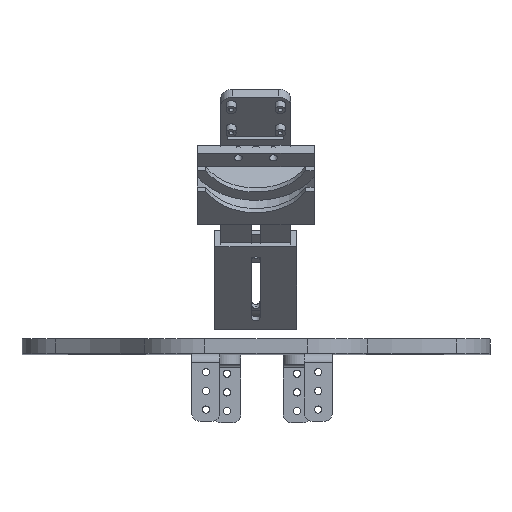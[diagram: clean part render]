
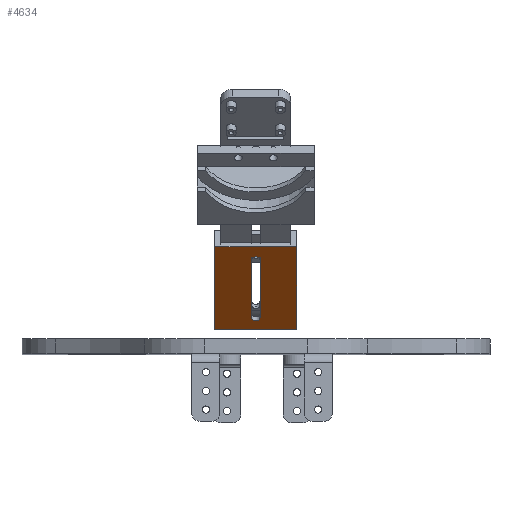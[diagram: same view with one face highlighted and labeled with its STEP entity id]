
A CAD part, top view. The second image highlights one B-rep face of the part: STEP entity #4634.
In plain terms, the highlighted face is planar.
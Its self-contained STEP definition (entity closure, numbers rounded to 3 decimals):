
#128=FACE_BOUND('',#942,.T.);
#298=CIRCLE('',#5032,1.825);
#302=CIRCLE('',#5038,1.825);
#653=FACE_OUTER_BOUND('',#941,.T.);
#941=EDGE_LOOP('',(#4020,#4021,#4022,#4023));
#942=EDGE_LOOP('',(#4024,#4025,#4026,#4027));
#1282=LINE('',#7403,#1719);
#1292=LINE('',#7434,#1729);
#1347=LINE('',#7644,#1784);
#1357=LINE('',#7663,#1794);
#1358=LINE('',#7665,#1795);
#1359=LINE('',#7666,#1796);
#1719=VECTOR('',#6042,10.);
#1729=VECTOR('',#6074,10.);
#1784=VECTOR('',#6247,10.);
#1794=VECTOR('',#6263,10.);
#1795=VECTOR('',#6266,10.);
#1796=VECTOR('',#6267,10.);
#2167=VERTEX_POINT('',#7400);
#2168=VERTEX_POINT('',#7402);
#2174=VERTEX_POINT('',#7417);
#2178=VERTEX_POINT('',#7429);
#2237=VERTEX_POINT('',#7641);
#2238=VERTEX_POINT('',#7643);
#2243=VERTEX_POINT('',#7659);
#2244=VERTEX_POINT('',#7661);
#2742=EDGE_CURVE('',#2168,#2167,#1282,.T.);
#2750=EDGE_CURVE('',#2167,#2174,#298,.T.);
#2755=EDGE_CURVE('',#2178,#2168,#302,.T.);
#2758=EDGE_CURVE('',#2174,#2178,#1292,.T.);
#2847=EDGE_CURVE('',#2237,#2238,#1347,.T.);
#2857=EDGE_CURVE('',#2243,#2244,#1357,.T.);
#2858=EDGE_CURVE('',#2243,#2237,#1358,.T.);
#2859=EDGE_CURVE('',#2238,#2244,#1359,.T.);
#4020=ORIENTED_EDGE('',*,*,#2858,.F.);
#4021=ORIENTED_EDGE('',*,*,#2857,.T.);
#4022=ORIENTED_EDGE('',*,*,#2859,.F.);
#4023=ORIENTED_EDGE('',*,*,#2847,.F.);
#4024=ORIENTED_EDGE('',*,*,#2758,.T.);
#4025=ORIENTED_EDGE('',*,*,#2755,.T.);
#4026=ORIENTED_EDGE('',*,*,#2742,.T.);
#4027=ORIENTED_EDGE('',*,*,#2750,.T.);
#4419=PLANE('',#5102);
#4634=ADVANCED_FACE('',(#653,#128),#4419,.T.);
#5032=AXIS2_PLACEMENT_3D('',#7419,#6055,#6056);
#5038=AXIS2_PLACEMENT_3D('',#7430,#6068,#6069);
#5102=AXIS2_PLACEMENT_3D('',#7664,#6264,#6265);
#6042=DIRECTION('',(0.707,0.,-0.707));
#6055=DIRECTION('center_axis',(-0.707,0.,-0.707));
#6056=DIRECTION('ref_axis',(0.,1.,0.));
#6068=DIRECTION('center_axis',(-0.707,0.,-0.707));
#6069=DIRECTION('ref_axis',(0.,-1.,0.));
#6074=DIRECTION('',(-0.707,0.,0.707));
#6247=DIRECTION('',(0.,1.,0.));
#6263=DIRECTION('',(0.,1.,0.));
#6264=DIRECTION('center_axis',(0.707,0.,0.707));
#6265=DIRECTION('ref_axis',(0.707,0.,-0.707));
#6266=DIRECTION('',(-0.707,0.,0.707));
#6267=DIRECTION('',(0.707,0.,-0.707));
#7400=CARTESIAN_POINT('',(-0.95,19.325,0.95));
#7402=CARTESIAN_POINT('',(-25.698,19.325,25.698));
#7403=CARTESIAN_POINT('',(-16.153,19.325,16.153));
#7417=CARTESIAN_POINT('',(-0.95,15.675,0.95));
#7419=CARTESIAN_POINT('Origin',(-0.95,17.5,0.95));
#7429=CARTESIAN_POINT('',(-25.698,15.675,25.698));
#7430=CARTESIAN_POINT('Origin',(-25.698,17.5,25.698));
#7434=CARTESIAN_POINT('',(-28.527,15.675,28.527));
#7641=CARTESIAN_POINT('',(-31.355,0.,31.355));
#7643=CARTESIAN_POINT('',(-31.355,35.,31.355));
#7644=CARTESIAN_POINT('',(-31.355,0.,31.355));
#7659=CARTESIAN_POINT('',(4.,0.,-4.));
#7661=CARTESIAN_POINT('',(4.,35.,-4.));
#7663=CARTESIAN_POINT('',(4.,0.,-4.));
#7664=CARTESIAN_POINT('Origin',(-31.355,0.,31.355));
#7665=CARTESIAN_POINT('',(0.,0.,0.));
#7666=CARTESIAN_POINT('',(0.,35.,0.));
